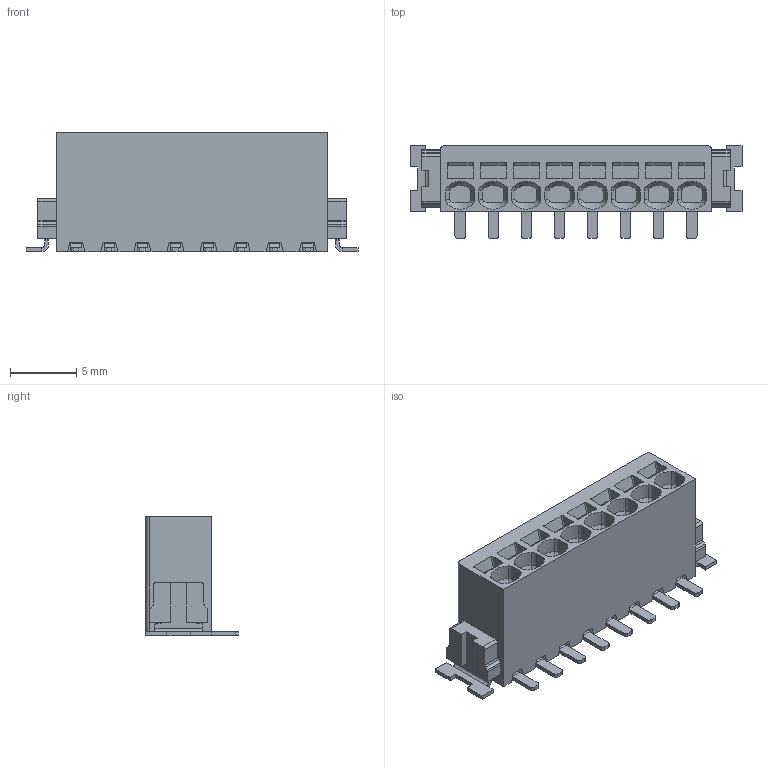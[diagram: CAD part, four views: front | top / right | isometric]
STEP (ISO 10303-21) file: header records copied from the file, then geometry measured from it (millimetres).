
FILE_DESCRIPTION(('Creo Elements/Direct Modeling STEP Export'),'2;1');
FILE_NAME('model.stp','2017-03-06T12:27:26',(''),(''),'Creo Elements/Direct Modeling STEP processor for AP214 (Solid Model)','Creo Elements/Direct Modeling 18.1G 27-Feb-2015 (C) Parametric Technology GmbH','');
FILE_SCHEMA(('AUTOMOTIVE_DESIGN { 1 0 10303 214 1 1 1 1 }'));
Length unit declared in the file: millimetre
Products named in the file (2): PTSM_0_5-8-2_5-V_SMD
Assembly tree (1 placements, depth 2):
  PTSM_0_5-8-2_5-V_SMD
    PTSM_0_5-8-2_5-V_SMD
Bounding box: 25.1 x 7 x 9 mm (x, y, z)
Volume: 830.6 mm3; surface area: 1034.9 mm2
Topology: 1 solids, 1 shells, 626 faces, 1628 edges, 1036 vertices
Faces by surface type: plane 336, cylinder 242, cone 48
Entity records: 24197 total; most frequent: CARTESIAN_POINT 3500, DIRECTION 3304, ORIENTED_EDGE 3256, EDGE_CURVE 1628, VECTOR 1144, LINE 1144, AXIS2_PLACEMENT_3D 1080, VERTEX_POINT 1036
